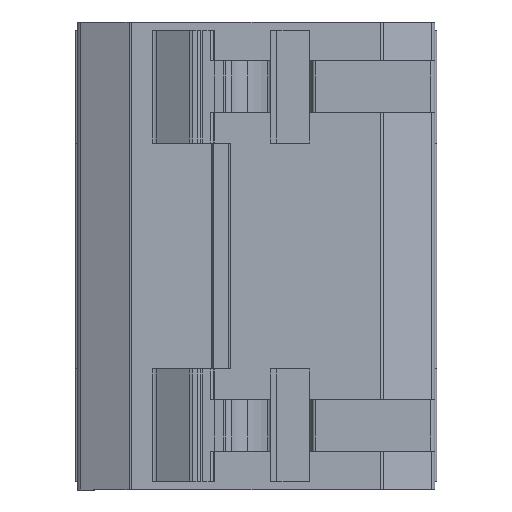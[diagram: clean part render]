
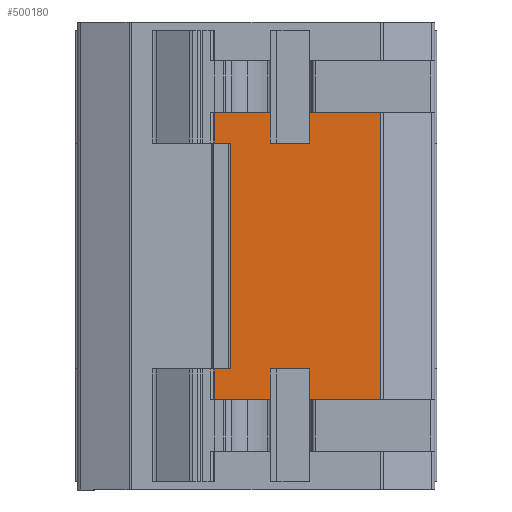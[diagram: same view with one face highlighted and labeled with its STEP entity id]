
A CAD part, front view. The second image highlights one B-rep face of the part: STEP entity #500180.
In plain terms, the highlighted face is planar.
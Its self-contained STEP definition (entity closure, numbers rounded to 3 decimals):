
#7550=CARTESIAN_POINT('',(19.2,15.193,-12.55));
#7560=DIRECTION('',(1.,0.,0.));
#7570=VECTOR('',#7560,1.);
#7580=LINE('',#7550,#7570);
#12270=CARTESIAN_POINT('',(27.2,66.65,-12.55));
#12280=VERTEX_POINT('',#12270);
#13150=CARTESIAN_POINT('',(27.2,49.325,-12.55));
#13160=VERTEX_POINT('',#13150);
#13190=CARTESIAN_POINT('',(27.2,-21.019,-12.55));
#13200=DIRECTION('',(0.,-1.,0.));
#13210=VECTOR('',#13200,1.);
#13220=LINE('',#13190,#13210);
#13230=EDGE_CURVE('',#12280,#13160,#13220,.T.);
#15770=CARTESIAN_POINT('',(19.2,37.175,-12.55));
#15780=DIRECTION('',(-1.,0.,0.));
#15790=VECTOR('',#15780,1.);
#15800=LINE('',#15770,#15790);
#15810=CARTESIAN_POINT('',(36.7,37.175,-12.55));
#15820=VERTEX_POINT('',#15810);
#15830=CARTESIAN_POINT('',(27.2,37.175,-12.55));
#15840=VERTEX_POINT('',#15830);
#15850=EDGE_CURVE('',#15820,#15840,#15800,.T.);
#17010=CARTESIAN_POINT('',(116.3,15.193,
-12.55));
#17020=VERTEX_POINT('',#17010);
#17050=CARTESIAN_POINT('',(27.2,15.193,-12.55));
#17060=VERTEX_POINT('',#17050);
#17070=EDGE_CURVE('',#17060,#17020,#7580,.T.);
#18350=CARTESIAN_POINT('',(106.8,37.175,-12.55));
#18360=VERTEX_POINT('',#18350);
#18830=CARTESIAN_POINT('',(106.8,49.325,-12.55));
#18840=VERTEX_POINT('',#18830);
#18870=CARTESIAN_POINT('',(106.8,0.,-12.55));
#18880=DIRECTION('',(0.,-1.,-0.));
#18890=VECTOR('',#18880,1.);
#18900=LINE('',#18870,#18890);
#18910=EDGE_CURVE('',#18840,#18360,#18900,.T.);
#27650=CARTESIAN_POINT('',(36.7,0.,-12.55));
#27660=DIRECTION('',(0.,1.,0.));
#27670=VECTOR('',#27660,1.);
#27680=LINE('',#27650,#27670);
#27690=CARTESIAN_POINT('',(36.7,61.565,-12.55));
#27700=VERTEX_POINT('',#27690);
#27710=CARTESIAN_POINT('',(36.7,66.65,-12.55));
#27720=VERTEX_POINT('',#27710);
#27730=EDGE_CURVE('',#27700,#27720,#27680,.T.);
#476990=CARTESIAN_POINT('',(106.8,61.565,
-12.55));
#477000=VERTEX_POINT('',#476990);
#477030=CARTESIAN_POINT('',(106.8,0.,-12.55));
#477040=DIRECTION('',(0.,1.,0.));
#477050=VECTOR('',#477040,1.);
#477060=LINE('',#477030,#477050);
#477070=CARTESIAN_POINT('',(106.8,66.65,-12.55));
#477080=VERTEX_POINT('',#477070);
#477090=EDGE_CURVE('',#477000,#477080,#477060,.T.);
#480870=CARTESIAN_POINT('',(116.3,66.65,-12.55));
#480880=VERTEX_POINT('',#480870);
#480910=CARTESIAN_POINT('',(116.3,-21.019,
-12.55));
#480920=DIRECTION('',(0.,-1.,0.));
#480930=VECTOR('',#480920,1.);
#480940=LINE('',#480910,#480930);
#480950=CARTESIAN_POINT('',(116.3,49.325,-12.55));
#480960=VERTEX_POINT('',#480950);
#480970=EDGE_CURVE('',#480880,#480960,#480940,.T.);
#490600=CARTESIAN_POINT('',(124.3,66.65,-12.55));
#490610=DIRECTION('',(-1.,0.,0.));
#490620=VECTOR('',#490610,1.);
#490630=LINE('',#490600,#490620);
#490640=EDGE_CURVE('',#480880,#477080,#490630,.T.);
#490820=CARTESIAN_POINT('',(54.2,61.565,-12.55));
#490830=DIRECTION('',(-1.,0.,0.));
#490840=VECTOR('',#490830,1.);
#490850=LINE('',#490820,#490840);
#490860=EDGE_CURVE('',#477000,#27700,#490850,.T.);
#496730=CARTESIAN_POINT('',(116.3,37.175,-12.55));
#496740=VERTEX_POINT('',#496730);
#496770=CARTESIAN_POINT('',(116.3,-21.019,
-12.55));
#496780=DIRECTION('',(0.,-1.,0.));
#496790=VECTOR('',#496780,1.);
#496800=LINE('',#496770,#496790);
#496810=EDGE_CURVE('',#496740,#17020,#496800,.T.);
#498720=CARTESIAN_POINT('',(19.2,66.65,-12.55));
#498730=DIRECTION('',(1.,0.,0.));
#498740=VECTOR('',#498730,1.);
#498750=LINE('',#498720,#498740);
#498760=EDGE_CURVE('',#12280,#27720,#498750,.T.);
#499680=CARTESIAN_POINT('',(19.2,33.375,-12.55));
#499690=DIRECTION('',(-0.,-0.,-1.));
#499700=DIRECTION('',(0.,-1.,0.));
#499710=AXIS2_PLACEMENT_3D('',#499680,#499690,#499700);
#499720=PLANE('',#499710);
#499730=ORIENTED_EDGE('',*,*,#17070,.F.);
#499740=ORIENTED_EDGE('',*,*,#496810,.T.);
#499750=CARTESIAN_POINT('',(124.3,37.175,-12.55));
#499760=DIRECTION('',(-1.,0.,0.));
#499770=VECTOR('',#499760,1.);
#499780=LINE('',#499750,#499770);
#499790=EDGE_CURVE('',#496740,#18360,#499780,.T.);
#499800=ORIENTED_EDGE('',*,*,#499790,.F.);
#499810=ORIENTED_EDGE('',*,*,#18910,.T.);
#499820=CARTESIAN_POINT('',(124.3,49.325,-12.55));
#499830=DIRECTION('',(-1.,0.,0.));
#499840=VECTOR('',#499830,1.);
#499850=LINE('',#499820,#499840);
#499860=EDGE_CURVE('',#480960,#18840,#499850,.T.);
#499870=ORIENTED_EDGE('',*,*,#499860,.T.);
#499880=ORIENTED_EDGE('',*,*,#480970,.T.);
#499890=ORIENTED_EDGE('',*,*,#490640,.F.);
#499900=ORIENTED_EDGE('',*,*,#477090,.T.);
#499910=ORIENTED_EDGE('',*,*,#490860,.F.);
#499920=ORIENTED_EDGE('',*,*,#27730,.F.);
#499930=ORIENTED_EDGE('',*,*,#498760,.T.);
#499940=ORIENTED_EDGE('',*,*,#13230,.F.);
#499950=CARTESIAN_POINT('',(19.2,49.325,-12.55));
#499960=DIRECTION('',(1.,0.,0.));
#499970=VECTOR('',#499960,1.);
#499980=LINE('',#499950,#499970);
#499990=CARTESIAN_POINT('',(36.7,49.325,-12.55));
#500000=VERTEX_POINT('',#499990);
#500010=EDGE_CURVE('',#13160,#500000,#499980,.T.);
#500020=ORIENTED_EDGE('',*,*,#500010,.F.);
#500030=CARTESIAN_POINT('',(36.7,0.,-12.55));
#500040=DIRECTION('',(0.,1.,0.));
#500050=VECTOR('',#500040,1.);
#500060=LINE('',#500030,#500050);
#500070=EDGE_CURVE('',#15820,#500000,#500060,.T.);
#500080=ORIENTED_EDGE('',*,*,#500070,.T.);
#500090=ORIENTED_EDGE('',*,*,#15850,.F.);
#500100=CARTESIAN_POINT('',(27.2,-21.019,-12.55));
#500110=DIRECTION('',(0.,-1.,0.));
#500120=VECTOR('',#500110,1.);
#500130=LINE('',#500100,#500120);
#500140=EDGE_CURVE('',#15840,#17060,#500130,.T.);
#500150=ORIENTED_EDGE('',*,*,#500140,.F.);
#500160=EDGE_LOOP('',(#500150,#500090,#500080,#500020,#499940,#499930,
#499920,#499910,#499900,#499890,#499880,#499870,#499810,#499800,#499740,
#499730));
#500170=FACE_OUTER_BOUND('',#500160,.T.);
#500180=ADVANCED_FACE('',(#500170),#499720,.T.);
